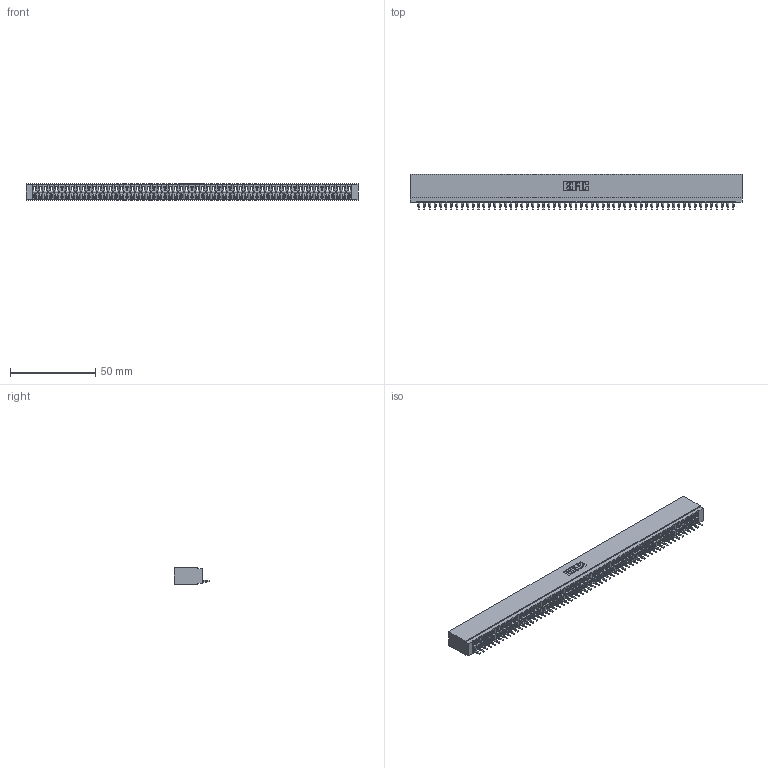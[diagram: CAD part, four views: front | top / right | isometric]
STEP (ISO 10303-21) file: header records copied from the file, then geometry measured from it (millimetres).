
FILE_DESCRIPTION (( 'STEP AP203' ), '1' );
FILE_NAME ('746-059-520-501.STEP', '2026-03-04T23:36:01', ( '' ), ( '' ), 'SwSTEP 2.0', 'SolidWorks 2023', '' );
FILE_SCHEMA (( 'CONFIG_CONTROL_DESIGN' ));
Length unit declared in the file: millimetre
Products named in the file (3): 746 Part_.340 Slot Depth - 01; 746-292-001_520; 746-059-520-501
Assembly tree (60 placements, depth 2):
  746-059-520-501
    746 Part_.340 Slot Depth - 01
    746-292-001_520  x59
Bounding box: 194.56 x 20.82 x 9.91 mm (x, y, z)
Volume: 21649.1 mm3; surface area: 29018.9 mm2
Topology: 60 solids, 60 shells, 6469 faces, 18376 edges, 11798 vertices
Faces by surface type: plane 3772, bspline 1180, cylinder 1163, torus 354
Entity records: 86755 total; most frequent: CARTESIAN_POINT 17416, ORIENTED_EDGE 15292, DIRECTION 12620, EDGE_CURVE 7646, VECTOR 6872, LINE 6872, VERTEX_POINT 5070, AXIS2_PLACEMENT_3D 2874
